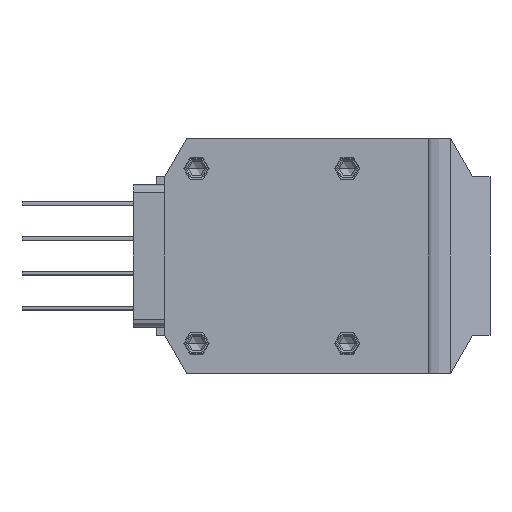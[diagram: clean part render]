
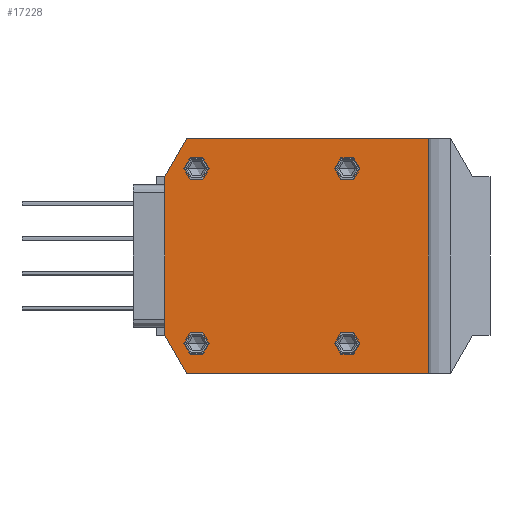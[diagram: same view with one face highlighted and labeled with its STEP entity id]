
A CAD part, front view. The second image highlights one B-rep face of the part: STEP entity #17228.
In plain terms, the highlighted planar face has unit normal (0, -1, 0).
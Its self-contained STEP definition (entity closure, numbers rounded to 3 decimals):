
#5074 = ORIENTED_EDGE ( 'NONE', *, *, #48484, .T. ) ;
#6704 = DIRECTION ( 'NONE',  ( -0.5, 0., -0.866 ) ) ;
#7175 = DIRECTION ( 'NONE',  ( 0., -1., 0. ) ) ;
#8217 = DIRECTION ( 'NONE',  ( 0., -1., 0. ) ) ;
#8555 = EDGE_CURVE ( 'NONE', #98034, #90896, #150757, .T. ) ;
#8631 = DIRECTION ( 'NONE',  ( -1., 0., 0. ) ) ;
#10180 = CARTESIAN_POINT ( 'NONE',  ( 15., 0., -55. ) ) ;
#11180 = DIRECTION ( 'NONE',  ( 0., -1., 0. ) ) ;
#12027 = PLANE ( 'NONE',  #52179 ) ;
#13057 = EDGE_CURVE ( 'NONE', #51345, #81345, #26400, .T. ) ;
#13183 = EDGE_LOOP ( 'NONE', ( #55673, #171385 ) ) ;
#14338 = ORIENTED_EDGE ( 'NONE', *, *, #13057, .T. ) ;
#14867 = EDGE_LOOP ( 'NONE', ( #83019, #20135 ) ) ;
#17228 = ADVANCED_FACE ( 'NONE', ( #168106, #17644, #61025, #129355, #90596 ), #12027, .T. ) ;
#17644 = FACE_BOUND ( 'NONE', #46479, .T. ) ;
#20135 = ORIENTED_EDGE ( 'NONE', *, *, #149086, .F. ) ;
#20411 = EDGE_CURVE ( 'NONE', #117983, #97877, #95576, .T. ) ;
#21244 = EDGE_CURVE ( 'NONE', #42469, #150344, #150123, .T. ) ;
#22207 = EDGE_CURVE ( 'NONE', #150344, #42469, #104203, .T. ) ;
#22563 = DIRECTION ( 'NONE',  ( 0., 0., 1. ) ) ;
#23288 = CIRCLE ( 'NONE', #99311, 7.5 ) ;
#24234 = VERTEX_POINT ( 'NONE', #75718 ) ;
#24815 = DIRECTION ( 'NONE',  ( 1., 0., 0. ) ) ;
#25003 = VECTOR ( 'NONE', #161243, 1000. ) ;
#25061 = DIRECTION ( 'NONE',  ( 0., -1., 0. ) ) ;
#26400 = LINE ( 'NONE', #170490, #138080 ) ;
#26522 = CARTESIAN_POINT ( 'NONE',  ( -87.5, 0., 55. ) ) ;
#26707 = DIRECTION ( 'NONE',  ( 0., -1., 0. ) ) ;
#30703 = LINE ( 'NONE', #41148, #69436 ) ;
#35164 = VECTOR ( 'NONE', #174227, 1000. ) ;
#35956 = CARTESIAN_POINT ( 'NONE',  ( -100., 0., -50. ) ) ;
#37112 = CIRCLE ( 'NONE', #109611, 7.5 ) ;
#37257 = VERTEX_POINT ( 'NONE', #108202 ) ;
#41148 = CARTESIAN_POINT ( 'NONE',  ( 105., 0., -74. ) ) ;
#42469 = VERTEX_POINT ( 'NONE', #159010 ) ;
#46479 = EDGE_LOOP ( 'NONE', ( #175123, #174899 ) ) ;
#47234 = EDGE_CURVE ( 'NONE', #75791, #37257, #89520, .T. ) ;
#48484 = EDGE_CURVE ( 'NONE', #187234, #51345, #63767, .T. ) ;
#48912 = CARTESIAN_POINT ( 'NONE',  ( 66., 0., 74. ) ) ;
#49603 = EDGE_CURVE ( 'NONE', #81345, #90896, #184813, .T. ) ;
#51345 = VERTEX_POINT ( 'NONE', #48912 ) ;
#52179 = AXIS2_PLACEMENT_3D ( 'NONE', #99282, #26707, #128623 ) ;
#54001 = CARTESIAN_POINT ( 'NONE',  ( -72.5, 0., 55. ) ) ;
#55673 = ORIENTED_EDGE ( 'NONE', *, *, #22207, .F. ) ;
#58569 = CARTESIAN_POINT ( 'NONE',  ( -100., 0., -50. ) ) ;
#59669 = ORIENTED_EDGE ( 'NONE', *, *, #167412, .T. ) ;
#59964 = AXIS2_PLACEMENT_3D ( 'NONE', #112323, #25061, #126990 ) ;
#61025 = FACE_BOUND ( 'NONE', #13183, .T. ) ;
#63767 = LINE ( 'NONE', #175122, #25003 ) ;
#69193 = ORIENTED_EDGE ( 'NONE', *, *, #138596, .F. ) ;
#69429 = CARTESIAN_POINT ( 'NONE',  ( 7.5, 0., 55. ) ) ;
#69436 = VECTOR ( 'NONE', #8631, 1000. ) ;
#72365 = CARTESIAN_POINT ( 'NONE',  ( -86.145, 0., -74. ) ) ;
#73379 = ORIENTED_EDGE ( 'NONE', *, *, #49603, .T. ) ;
#74863 = CARTESIAN_POINT ( 'NONE',  ( 15., 0., 55. ) ) ;
#75404 = EDGE_CURVE ( 'NONE', #97877, #117983, #37112, .T. ) ;
#75718 = CARTESIAN_POINT ( 'NONE',  ( -86.145, 0., -74. ) ) ;
#75791 = VERTEX_POINT ( 'NONE', #133606 ) ;
#76475 = EDGE_LOOP ( 'NONE', ( #5074, #14338, #73379, #162354, #59669, #109317 ) ) ;
#79052 = CARTESIAN_POINT ( 'NONE',  ( -80., 0., 55. ) ) ;
#80870 = CARTESIAN_POINT ( 'NONE',  ( 15., 0., 55. ) ) ;
#81345 = VERTEX_POINT ( 'NONE', #178909 ) ;
#83019 = ORIENTED_EDGE ( 'NONE', *, *, #168166, .F. ) ;
#88138 = VERTEX_POINT ( 'NONE', #26522 ) ;
#88263 = CARTESIAN_POINT ( 'NONE',  ( -100., 0., 50. ) ) ;
#89514 = DIRECTION ( 'NONE',  ( 1., 0., 0. ) ) ;
#89520 = CIRCLE ( 'NONE', #153068, 7.5 ) ;
#90596 = FACE_OUTER_BOUND ( 'NONE', #76475, .T. ) ;
#90896 = VERTEX_POINT ( 'NONE', #88263 ) ;
#93717 = DIRECTION ( 'NONE',  ( 1., 0., 0. ) ) ;
#93955 = AXIS2_PLACEMENT_3D ( 'NONE', #10180, #112079, #24815 ) ;
#94435 = CARTESIAN_POINT ( 'NONE',  ( -80., 0., -55. ) ) ;
#95451 = CARTESIAN_POINT ( 'NONE',  ( -80., 0., -55. ) ) ;
#95517 = DIRECTION ( 'NONE',  ( 1., 0., 0. ) ) ;
#95576 = CIRCLE ( 'NONE', #155166, 7.5 ) ;
#97877 = VERTEX_POINT ( 'NONE', #69429 ) ;
#98034 = VERTEX_POINT ( 'NONE', #58569 ) ;
#98471 = VERTEX_POINT ( 'NONE', #54001 ) ;
#98472 = CARTESIAN_POINT ( 'NONE',  ( -80., 0., 55. ) ) ;
#98528 = DIRECTION ( 'NONE',  ( -1., 0., 0. ) ) ;
#98995 = EDGE_LOOP ( 'NONE', ( #116465, #69193 ) ) ;
#99282 = CARTESIAN_POINT ( 'NONE',  ( 105., 0., -74. ) ) ;
#99311 = AXIS2_PLACEMENT_3D ( 'NONE', #79052, #180905, #93717 ) ;
#104203 = CIRCLE ( 'NONE', #59964, 7.5 ) ;
#108202 = CARTESIAN_POINT ( 'NONE',  ( -87.5, 0., -55. ) ) ;
#108824 = AXIS2_PLACEMENT_3D ( 'NONE', #94435, #7175, #109035 ) ;
#109035 = DIRECTION ( 'NONE',  ( 1., 0., 0. ) ) ;
#109317 = ORIENTED_EDGE ( 'NONE', *, *, #115099, .F. ) ;
#109611 = AXIS2_PLACEMENT_3D ( 'NONE', #80870, #182725, #95517 ) ;
#110110 = DIRECTION ( 'NONE',  ( 1., 0., 0. ) ) ;
#112079 = DIRECTION ( 'NONE',  ( 0., -1., 0. ) ) ;
#112323 = CARTESIAN_POINT ( 'NONE',  ( 15., 0., -55. ) ) ;
#113104 = DIRECTION ( 'NONE',  ( 1., 0., 0. ) ) ;
#115099 = EDGE_CURVE ( 'NONE', #187234, #24234, #30703, .T. ) ;
#116465 = ORIENTED_EDGE ( 'NONE', *, *, #47234, .F. ) ;
#117983 = VERTEX_POINT ( 'NONE', #182892 ) ;
#120705 = CARTESIAN_POINT ( 'NONE',  ( 22.5, 0., -55. ) ) ;
#126990 = DIRECTION ( 'NONE',  ( 1., 0., 0. ) ) ;
#127800 = CIRCLE ( 'NONE', #108824, 7.5 ) ;
#128623 = DIRECTION ( 'NONE',  ( 0., 0., -1. ) ) ;
#129355 = FACE_BOUND ( 'NONE', #14867, .T. ) ;
#133606 = CARTESIAN_POINT ( 'NONE',  ( -72.5, 0., -55. ) ) ;
#137024 = CARTESIAN_POINT ( 'NONE',  ( 66., 0., -74. ) ) ;
#138080 = VECTOR ( 'NONE', #98528, 1000. ) ;
#138596 = EDGE_CURVE ( 'NONE', #37257, #75791, #127800, .T. ) ;
#141299 = CIRCLE ( 'NONE', #187480, 7.5 ) ;
#146119 = VECTOR ( 'NONE', #6704, 1000. ) ;
#146824 = LINE ( 'NONE', #72365, #35164 ) ;
#149086 = EDGE_CURVE ( 'NONE', #88138, #98471, #141299, .T. ) ;
#150123 = CIRCLE ( 'NONE', #93955, 7.5 ) ;
#150344 = VERTEX_POINT ( 'NONE', #120705 ) ;
#150757 = LINE ( 'NONE', #35956, #184825 ) ;
#151998 = CARTESIAN_POINT ( 'NONE',  ( -86.145, 0., 74. ) ) ;
#153068 = AXIS2_PLACEMENT_3D ( 'NONE', #95451, #8217, #110110 ) ;
#155166 = AXIS2_PLACEMENT_3D ( 'NONE', #74863, #176701, #89514 ) ;
#159010 = CARTESIAN_POINT ( 'NONE',  ( 7.5, 0., -55. ) ) ;
#161243 = DIRECTION ( 'NONE',  ( 0., 0., 1. ) ) ;
#162354 = ORIENTED_EDGE ( 'NONE', *, *, #8555, .F. ) ;
#167412 = EDGE_CURVE ( 'NONE', #98034, #24234, #146824, .T. ) ;
#168106 = FACE_BOUND ( 'NONE', #98995, .T. ) ;
#168166 = EDGE_CURVE ( 'NONE', #98471, #88138, #23288, .T. ) ;
#170490 = CARTESIAN_POINT ( 'NONE',  ( 105., 0., 74. ) ) ;
#171385 = ORIENTED_EDGE ( 'NONE', *, *, #21244, .F. ) ;
#174227 = DIRECTION ( 'NONE',  ( 0.5, 0., -0.866 ) ) ;
#174899 = ORIENTED_EDGE ( 'NONE', *, *, #75404, .F. ) ;
#175123 = ORIENTED_EDGE ( 'NONE', *, *, #20411, .F. ) ;
#175122 = CARTESIAN_POINT ( 'NONE',  ( 66., 0., -74. ) ) ;
#176701 = DIRECTION ( 'NONE',  ( 0., -1., 0. ) ) ;
#178909 = CARTESIAN_POINT ( 'NONE',  ( -86.145, 0., 74. ) ) ;
#180905 = DIRECTION ( 'NONE',  ( 0., -1., 0. ) ) ;
#182725 = DIRECTION ( 'NONE',  ( 0., -1., 0. ) ) ;
#182892 = CARTESIAN_POINT ( 'NONE',  ( 22.5, 0., 55. ) ) ;
#184813 = LINE ( 'NONE', #151998, #146119 ) ;
#184825 = VECTOR ( 'NONE', #22563, 1000. ) ;
#187234 = VERTEX_POINT ( 'NONE', #137024 ) ;
#187480 = AXIS2_PLACEMENT_3D ( 'NONE', #98472, #11180, #113104 ) ;
